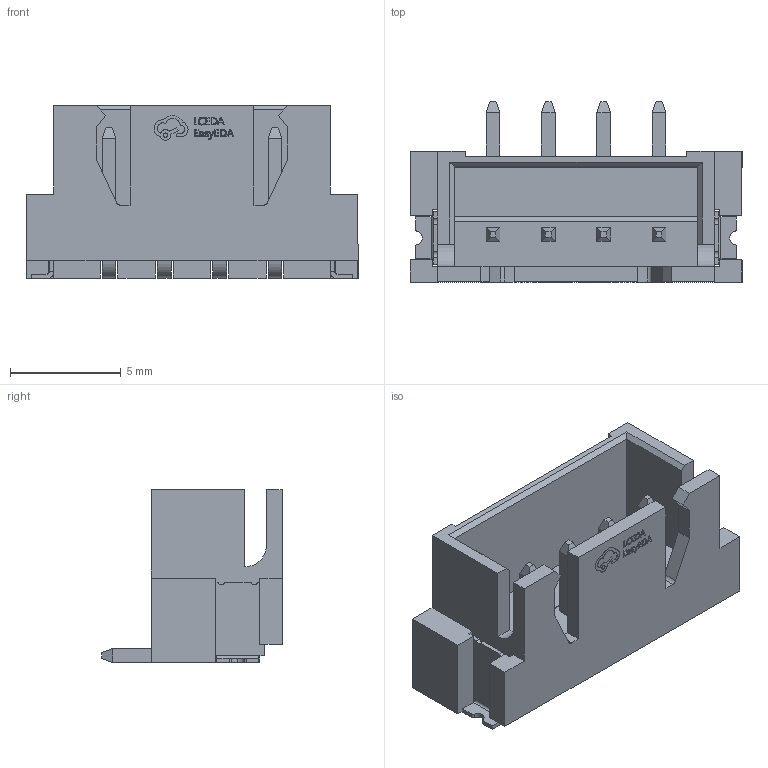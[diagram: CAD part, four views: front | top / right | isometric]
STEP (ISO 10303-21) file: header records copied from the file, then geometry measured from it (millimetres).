
FILE_DESCRIPTION (( 'STEP AP214' ), '1' );
FILE_NAME ('CONN-SMD_4P-P2.50_HCZZ0514-4.STEP', '2024-04-07T13:26:12', ( '' ), ( '' ), 'SwSTEP 2.0', 'SolidWorks 2020', '' );
FILE_SCHEMA (( 'AUTOMOTIVE_DESIGN' ));
Length unit declared in the file: millimetre
Products named in the file (1): CONN-SMD_4P-P2.50_HCZZ0514-4
Bounding box: 15 x 8.16 x 7.82 mm (x, y, z)
Volume: 331 mm3; surface area: 795.1 mm2
Topology: 3 solids, 3 shells, 429 faces, 1146 edges, 750 vertices
Faces by surface type: plane 303, bspline 98, cylinder 28
Entity records: 18463 total; most frequent: CARTESIAN_POINT 3632, ORIENTED_EDGE 2292, DIRECTION 1666, EDGE_CURVE 1146, VECTOR 890, LINE 890, VERTEX_POINT 750, EDGE_LOOP 456
